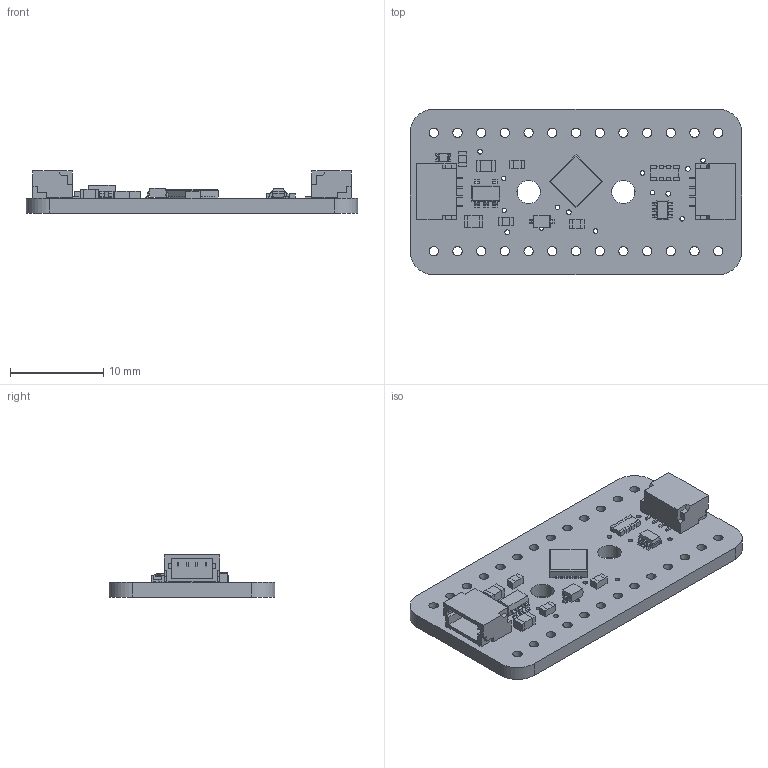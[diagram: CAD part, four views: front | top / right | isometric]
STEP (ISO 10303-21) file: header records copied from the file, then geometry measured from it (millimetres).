
FILE_DESCRIPTION(/* description */ (''),/* implementation_level */ '2;1');
FILE_NAME(/* name */ 'PCB Component.step',/* time_stamp */ '2022-09-22T15:22:26-04:00',/* author */ (''),/* organization */ (''),/* preprocessor_version */ 'ST-DEVELOPER v19',/* originating_system */ 'Autodesk Translation Framework v11.7.0.108',/* authorisation */ '');
FILE_SCHEMA (('AUTOMOTIVE_DESIGN { 1 0 10303 214 3 1 1 }'));
Length unit declared in the file: millimetre
Products named in the file (11): PCB Component; Board; 10uF; AP2127K-3.3; 10K; 10K Pack; BSS138; STEMMA_I2C_QT; GREEN; TCA8418; 1n4148
Assembly tree (15 placements, depth 2):
  PCB Component
    Board
    10uF  x2
    AP2127K-3.3
    10K  x4
    10K Pack
    BSS138
    STEMMA_I2C_QT  x2
    GREEN
    TCA8418
    1n4148
Bounding box: 35.56 x 17.78 x 4.53 mm (x, y, z)
Volume: 1057.2 mm3; surface area: 2065.5 mm2
Topology: 31 solids, 31 shells, 908 faces, 2422 edges, 1586 vertices
Faces by surface type: plane 770, cylinder 134, bspline 4
Full cylindrical faces by diameter (mm): 0.483 x9, 0.5 x13, 1 x26, 2.5 x2
Entity records: 24763 total; most frequent: CARTESIAN_POINT 4219, ORIENTED_EDGE 4068, DIRECTION 3880, EDGE_CURVE 2034, LINE 1758, VECTOR 1758, VERTEX_POINT 1328, AXIS2_PLACEMENT_3D 1061
